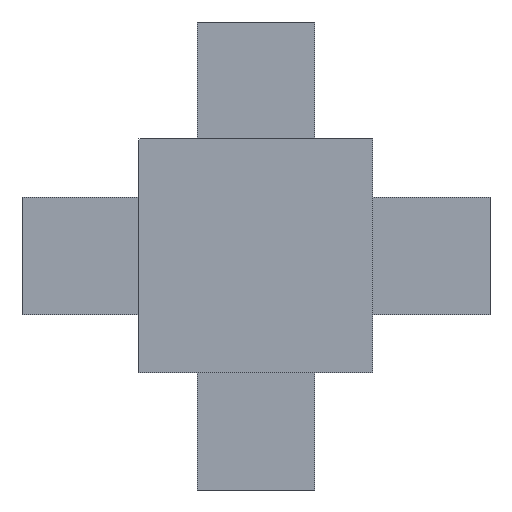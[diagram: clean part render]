
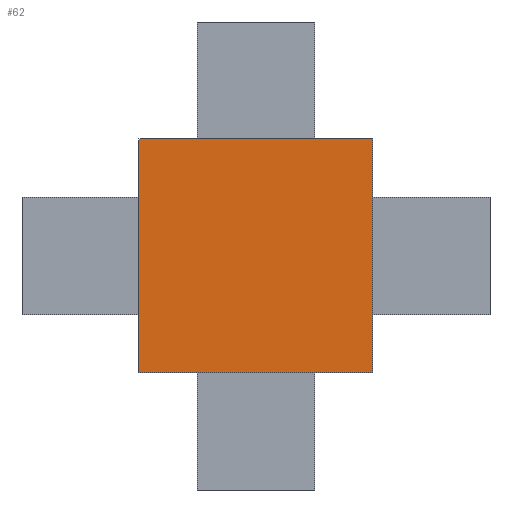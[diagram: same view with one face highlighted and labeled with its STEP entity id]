
A CAD part, front view. The second image highlights one B-rep face of the part: STEP entity #62.
In plain terms, the highlighted planar face has unit normal (0, -1, 0).
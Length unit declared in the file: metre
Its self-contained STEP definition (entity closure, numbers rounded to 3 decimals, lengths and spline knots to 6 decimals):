
#62 = ADVANCED_FACE( '', ( #131 ), #132, .T. );
#131 = FACE_OUTER_BOUND( '', #204, .T. );
#132 = PLANE( '', #205 );
#204 = EDGE_LOOP( '', ( #335, #336, #337, #338 ) );
#205 = AXIS2_PLACEMENT_3D( '', #339, #340, #341 );
#335 = ORIENTED_EDGE( '', *, *, #461, .F. );
#336 = ORIENTED_EDGE( '', *, *, #508, .F. );
#337 = ORIENTED_EDGE( '', *, *, #509, .T. );
#338 = ORIENTED_EDGE( '', *, *, #469, .T. );
#339 = CARTESIAN_POINT( '', ( 0., -0.004, 0. ) );
#340 = DIRECTION( '', ( 0., -1., 0. ) );
#341 = DIRECTION( '', ( 1., 0., 0. ) );
#461 = EDGE_CURVE( '', #548, #550, #551, .T. );
#469 = EDGE_CURVE( '', #564, #550, #565, .T. );
#508 = EDGE_CURVE( '', #626, #548, #627, .T. );
#509 = EDGE_CURVE( '', #626, #564, #628, .T. );
#548 = VERTEX_POINT( '', #675 );
#550 = VERTEX_POINT( '', #678 );
#551 = LINE( '', #679, #680 );
#564 = VERTEX_POINT( '', #699 );
#565 = LINE( '', #700, #701 );
#626 = VERTEX_POINT( '', #793 );
#627 = LINE( '', #794, #795 );
#628 = LINE( '', #796, #797 );
#675 = CARTESIAN_POINT( '', ( 0.002, -0.004, -0.002 ) );
#678 = CARTESIAN_POINT( '', ( -0.002, -0.004, -0.002 ) );
#679 = CARTESIAN_POINT( '', ( 0., -0.004, -0.002 ) );
#680 = VECTOR( '', #846, 1. );
#699 = CARTESIAN_POINT( '', ( -0.002, -0.004, 0.002 ) );
#700 = CARTESIAN_POINT( '', ( -0.002, -0.004, 0.003374 ) );
#701 = VECTOR( '', #853, 1. );
#793 = CARTESIAN_POINT( '', ( 0.002, -0.004, 0.002 ) );
#794 = CARTESIAN_POINT( '', ( 0.002, -0.004, 0.003374 ) );
#795 = VECTOR( '', #885, 1. );
#796 = CARTESIAN_POINT( '', ( 0.002883, -0.004, 0.002 ) );
#797 = VECTOR( '', #886, 1. );
#846 = DIRECTION( '', ( -1., 0., 0. ) );
#853 = DIRECTION( '', ( 0., 0., -1. ) );
#885 = DIRECTION( '', ( 0., 0., -1. ) );
#886 = DIRECTION( '', ( -1., 0., 0. ) );
